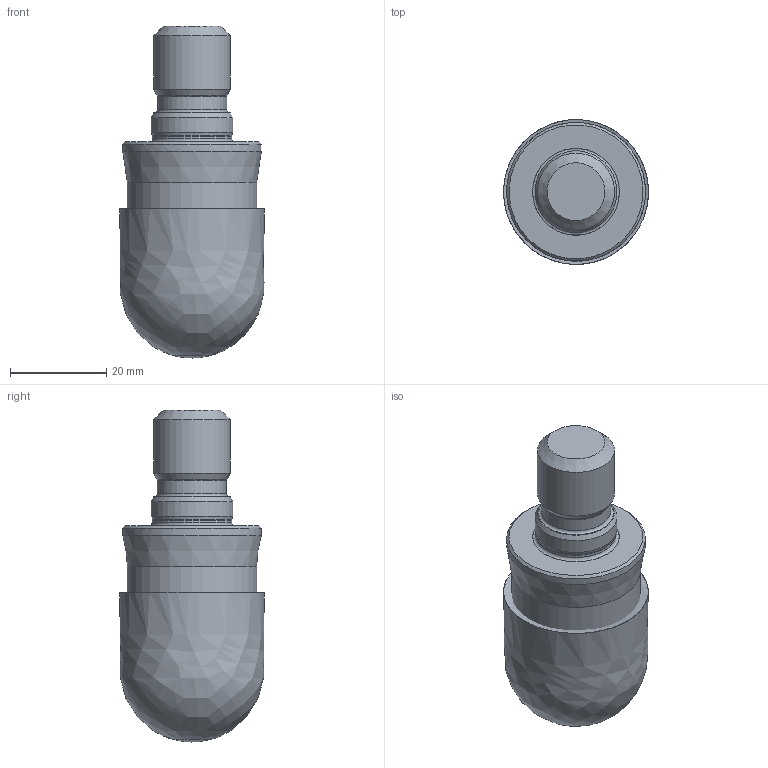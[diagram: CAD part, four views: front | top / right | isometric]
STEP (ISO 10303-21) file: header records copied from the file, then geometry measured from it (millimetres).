
FILE_DESCRIPTION(/* description */ (''),/* implementation_level */ '2;1');
FILE_NAME(/* name */ '1580291923400.stp',/* time_stamp */ '2020-01-29T15:28:57+06:00',/* author */ (''),/* organization */ ('SMS'),/* preprocessor_version */ 'ST-DEVELOPER v16.7',/* originating_system */ 'SIEMENS PLM Software NX 12.0',/* authorisation */ '');
FILE_SCHEMA (('AUTOMOTIVE_DESIGN { 1 0 10303 214 3 1 1 1 }'));
Length unit declared in the file: millimetre
Products named in the file (4): ASSEMBLY_CONSTRUCTION; 202038876mod000_00; 202377442mod000_00; 202377440mod000_00
Assembly tree (3 placements, depth 2):
  202377440mod000_00
    202377442mod000_00
    202038876mod000_00
    ASSEMBLY_CONSTRUCTION
Bounding box: 30.05 x 30.04 x 68.88 mm (x, y, z)
Volume: 43170.5 mm3; surface area: 9523.4 mm2
Topology: 2 solids, 2 shells, 30 faces, 76 edges, 60 vertices
Faces by surface type: cone 9, cylinder 6, torus 5, bspline 5, plane 4, sphere 1
Full cylindrical faces by diameter (mm): 14.376 x1, 16 x1, 16.6 x1, 17 x1, 26.8 x1, 28.8 x1
Entity records: 7347 total; most frequent: CARTESIAN_POINT 6616, DIRECTION 124, ORIENTED_EDGE 72, AXIS2_PLACEMENT_3D 62, EDGE_LOOP 58, FACE_BOUND 56, VERTEX_POINT 36, EDGE_CURVE 36
